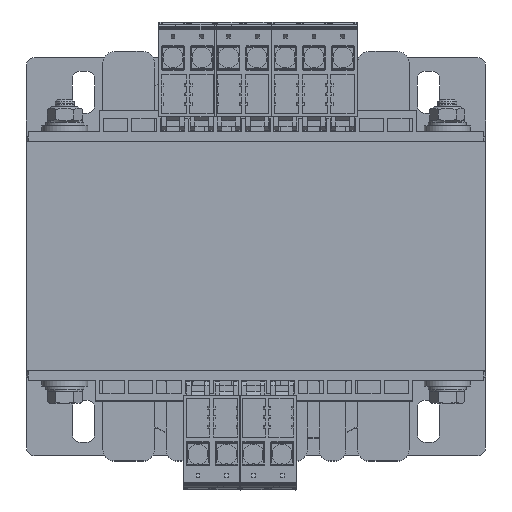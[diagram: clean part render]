
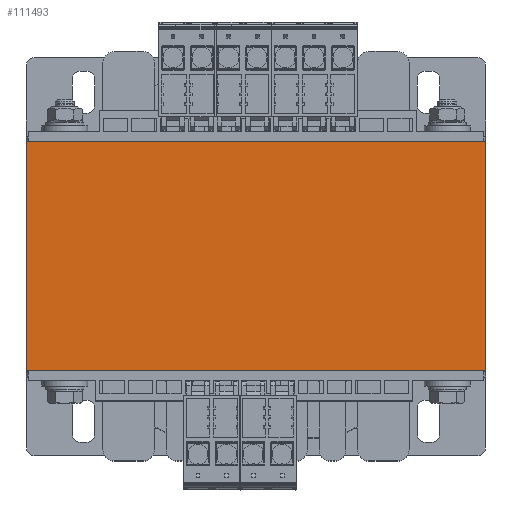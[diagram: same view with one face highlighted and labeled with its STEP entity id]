
A CAD part, top view. The second image highlights one B-rep face of the part: STEP entity #111493.
In plain terms, the highlighted planar face has unit normal (0, 0, 1).
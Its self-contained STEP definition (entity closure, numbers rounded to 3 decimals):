
#3537=FACE_OUTER_BOUND('',#9226,.T.);
#9226=EDGE_LOOP('',(#69401,#69402,#69403,#69404));
#15137=LINE('',#153500,#29067);
#15171=LINE('',#153584,#29101);
#15173=LINE('',#153588,#29103);
#15174=LINE('',#153589,#29104);
#29067=VECTOR('',#124858,1.);
#29101=VECTOR('',#124936,1.);
#29103=VECTOR('',#124940,1.);
#29104=VECTOR('',#124941,1.);
#42996=VERTEX_POINT('',#153496);
#42998=VERTEX_POINT('',#153499);
#43026=VERTEX_POINT('',#153583);
#43027=VERTEX_POINT('',#153587);
#53382=EDGE_CURVE('',#42998,#42996,#15137,.T.);
#53424=EDGE_CURVE('',#43026,#42998,#15171,.T.);
#53426=EDGE_CURVE('',#43027,#42996,#15173,.T.);
#53427=EDGE_CURVE('',#43027,#43026,#15174,.T.);
#69401=ORIENTED_EDGE('',*,*,#53426,.F.);
#69402=ORIENTED_EDGE('',*,*,#53427,.T.);
#69403=ORIENTED_EDGE('',*,*,#53424,.T.);
#69404=ORIENTED_EDGE('',*,*,#53382,.T.);
#101236=PLANE('',#117520);
#111493=ADVANCED_FACE('',(#3537),#101236,.T.);
#117520=AXIS2_PLACEMENT_3D('',#153586,#124938,#124939);
#124858=DIRECTION('',(1.,0.,0.));
#124936=DIRECTION('',(0.,-1.,0.));
#124938=DIRECTION('center_axis',(0.,0.,1.));
#124939=DIRECTION('ref_axis',(0.,-1.,0.));
#124940=DIRECTION('',(0.,-1.,0.));
#124941=DIRECTION('',(-1.,0.,0.));
#153496=CARTESIAN_POINT('',(561.932,-161.485,67.5));
#153499=CARTESIAN_POINT('',(441.932,-161.485,67.5));
#153500=CARTESIAN_POINT('',(561.932,-161.485,67.5));
#153583=CARTESIAN_POINT('',(441.932,-101.485,67.5));
#153584=CARTESIAN_POINT('',(441.932,-101.485,67.5));
#153586=CARTESIAN_POINT('Origin',(441.932,-101.485,67.5));
#153587=CARTESIAN_POINT('',(561.932,-101.485,67.5));
#153588=CARTESIAN_POINT('',(561.932,-101.485,67.5));
#153589=CARTESIAN_POINT('',(561.932,-101.485,67.5));
